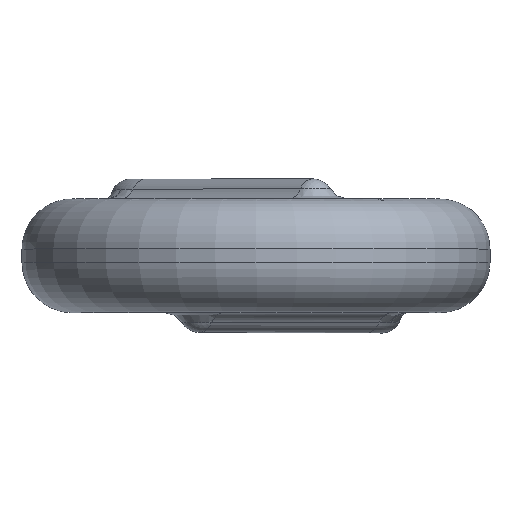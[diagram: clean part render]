
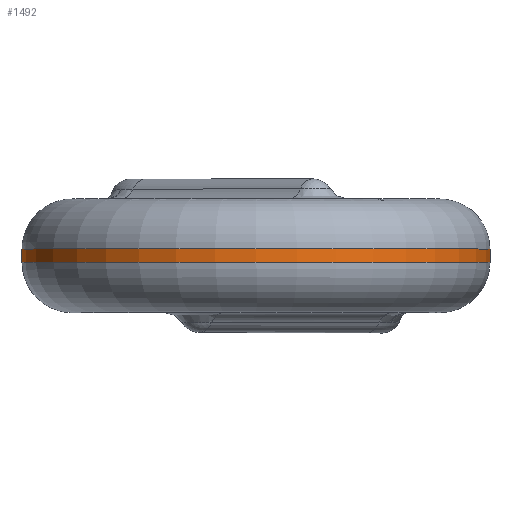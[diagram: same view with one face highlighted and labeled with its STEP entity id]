
A CAD part, top view. The second image highlights one B-rep face of the part: STEP entity #1492.
In plain terms, the highlighted cylindrical face has radius 7 mm (diameter 14 mm), a full revolution.
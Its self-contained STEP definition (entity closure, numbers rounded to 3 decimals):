
#145 = TOROIDAL_SURFACE('',#146,5.5,1.5);
#146 = AXIS2_PLACEMENT_3D('',#147,#148,#149);
#147 = CARTESIAN_POINT('',(0.,-0.2,8.5));
#148 = DIRECTION('',(0.,-1.,0.));
#149 = DIRECTION('',(1.,0.,0.));
#169 = VERTEX_POINT('',#170);
#170 = CARTESIAN_POINT('',(7.,-0.2,8.5));
#190 = EDGE_CURVE('',#169,#169,#191,.T.);
#191 = SURFACE_CURVE('',#192,(#197,#203),.PCURVE_S1.);
#192 = CIRCLE('',#193,7.);
#193 = AXIS2_PLACEMENT_3D('',#194,#195,#196);
#194 = CARTESIAN_POINT('',(0.,-0.2,8.5));
#195 = DIRECTION('',(0.,-1.,0.));
#196 = DIRECTION('',(1.,0.,0.));
#197 = PCURVE('',#145,#198);
#198 = DEFINITIONAL_REPRESENTATION('',(#199),#202);
#199 = B_SPLINE_CURVE_WITH_KNOTS('',1,(#200,#201),.UNSPECIFIED.,.F.,.F.,
  (2,2),(0.,6.283),.PIECEWISE_BEZIER_KNOTS.);
#200 = CARTESIAN_POINT('',(0.,0.));
#201 = CARTESIAN_POINT('',(6.283,0.));
#202 = ( GEOMETRIC_REPRESENTATION_CONTEXT(2) 
PARAMETRIC_REPRESENTATION_CONTEXT() REPRESENTATION_CONTEXT('2D SPACE',''
  ) );
#203 = PCURVE('',#204,#209);
#204 = CYLINDRICAL_SURFACE('',#205,7.);
#205 = AXIS2_PLACEMENT_3D('',#206,#207,#208);
#206 = CARTESIAN_POINT('',(0.,1.7,8.5));
#207 = DIRECTION('',(0.,1.,0.));
#208 = DIRECTION('',(1.,0.,0.));
#209 = DEFINITIONAL_REPRESENTATION('',(#210),#213);
#210 = B_SPLINE_CURVE_WITH_KNOTS('',1,(#211,#212),.UNSPECIFIED.,.F.,.F.,
  (2,2),(0.,6.283),.PIECEWISE_BEZIER_KNOTS.);
#211 = CARTESIAN_POINT('',(0.,-1.9));
#212 = CARTESIAN_POINT('',(-6.283,-1.9));
#213 = ( GEOMETRIC_REPRESENTATION_CONTEXT(2) 
PARAMETRIC_REPRESENTATION_CONTEXT() REPRESENTATION_CONTEXT('2D SPACE',''
  ) );
#1492 = ADVANCED_FACE('',(#1493),#204,.T.);
#1493 = FACE_BOUND('',#1494,.F.);
#1494 = EDGE_LOOP('',(#1495,#1516,#1517,#1518));
#1495 = ORIENTED_EDGE('',*,*,#1496,.T.);
#1496 = EDGE_CURVE('',#1497,#169,#1499,.T.);
#1497 = VERTEX_POINT('',#1498);
#1498 = CARTESIAN_POINT('',(7.,0.2,8.5));
#1499 = SEAM_CURVE('',#1500,(#1504,#1510),.PCURVE_S1.);
#1500 = LINE('',#1501,#1502);
#1501 = CARTESIAN_POINT('',(7.,1.7,8.5));
#1502 = VECTOR('',#1503,1.);
#1503 = DIRECTION('',(0.,-1.,0.));
#1504 = PCURVE('',#204,#1505);
#1505 = DEFINITIONAL_REPRESENTATION('',(#1506),#1509);
#1506 = B_SPLINE_CURVE_WITH_KNOTS('',1,(#1507,#1508),.UNSPECIFIED.,.F.,
  .F.,(2,2),(1.5,1.9),.PIECEWISE_BEZIER_KNOTS.);
#1507 = CARTESIAN_POINT('',(0.,-1.5));
#1508 = CARTESIAN_POINT('',(0.,-1.9));
#1509 = ( GEOMETRIC_REPRESENTATION_CONTEXT(2) 
PARAMETRIC_REPRESENTATION_CONTEXT() REPRESENTATION_CONTEXT('2D SPACE',''
  ) );
#1510 = PCURVE('',#204,#1511);
#1511 = DEFINITIONAL_REPRESENTATION('',(#1512),#1515);
#1512 = B_SPLINE_CURVE_WITH_KNOTS('',1,(#1513,#1514),.UNSPECIFIED.,.F.,
  .F.,(2,2),(1.5,1.9),.PIECEWISE_BEZIER_KNOTS.);
#1513 = CARTESIAN_POINT('',(-6.283,-1.5));
#1514 = CARTESIAN_POINT('',(-6.283,-1.9));
#1515 = ( GEOMETRIC_REPRESENTATION_CONTEXT(2) 
PARAMETRIC_REPRESENTATION_CONTEXT() REPRESENTATION_CONTEXT('2D SPACE',''
  ) );
#1516 = ORIENTED_EDGE('',*,*,#190,.T.);
#1517 = ORIENTED_EDGE('',*,*,#1496,.F.);
#1518 = ORIENTED_EDGE('',*,*,#1519,.F.);
#1519 = EDGE_CURVE('',#1497,#1497,#1520,.T.);
#1520 = SURFACE_CURVE('',#1521,(#1526,#1532),.PCURVE_S1.);
#1521 = CIRCLE('',#1522,7.);
#1522 = AXIS2_PLACEMENT_3D('',#1523,#1524,#1525);
#1523 = CARTESIAN_POINT('',(0.,0.2,8.5));
#1524 = DIRECTION('',(0.,-1.,0.));
#1525 = DIRECTION('',(1.,0.,0.));
#1526 = PCURVE('',#204,#1527);
#1527 = DEFINITIONAL_REPRESENTATION('',(#1528),#1531);
#1528 = B_SPLINE_CURVE_WITH_KNOTS('',1,(#1529,#1530),.UNSPECIFIED.,.F.,
  .F.,(2,2),(0.,6.283),.PIECEWISE_BEZIER_KNOTS.);
#1529 = CARTESIAN_POINT('',(0.,-1.5));
#1530 = CARTESIAN_POINT('',(-6.283,-1.5));
#1531 = ( GEOMETRIC_REPRESENTATION_CONTEXT(2) 
PARAMETRIC_REPRESENTATION_CONTEXT() REPRESENTATION_CONTEXT('2D SPACE',''
  ) );
#1532 = PCURVE('',#1533,#1538);
#1533 = TOROIDAL_SURFACE('',#1534,5.5,1.5);
#1534 = AXIS2_PLACEMENT_3D('',#1535,#1536,#1537);
#1535 = CARTESIAN_POINT('',(0.,0.2,8.5));
#1536 = DIRECTION('',(0.,1.,0.));
#1537 = DIRECTION('',(1.,0.,0.));
#1538 = DEFINITIONAL_REPRESENTATION('',(#1539),#1542);
#1539 = B_SPLINE_CURVE_WITH_KNOTS('',1,(#1540,#1541),.UNSPECIFIED.,.F.,
  .F.,(2,2),(0.,6.283),.PIECEWISE_BEZIER_KNOTS.);
#1540 = CARTESIAN_POINT('',(0.,0.));
#1541 = CARTESIAN_POINT('',(-6.283,0.));
#1542 = ( GEOMETRIC_REPRESENTATION_CONTEXT(2) 
PARAMETRIC_REPRESENTATION_CONTEXT() REPRESENTATION_CONTEXT('2D SPACE',''
  ) );
